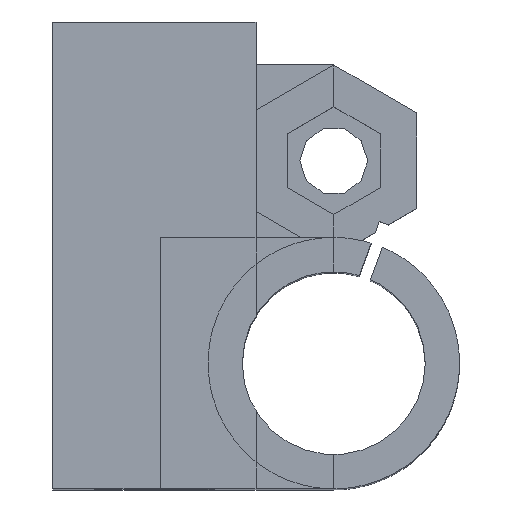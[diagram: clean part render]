
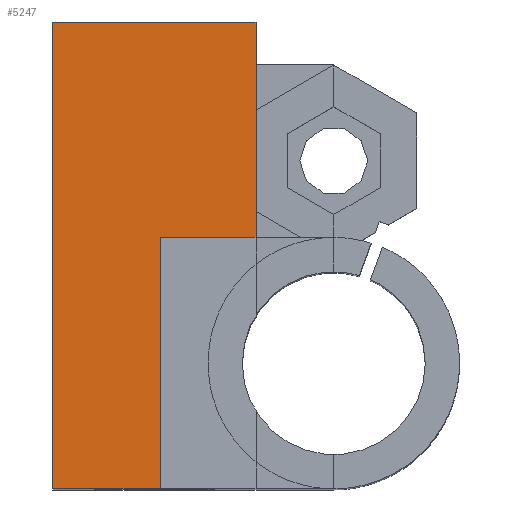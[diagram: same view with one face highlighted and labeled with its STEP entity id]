
A CAD part, top view. The second image highlights one B-rep face of the part: STEP entity #5247.
In plain terms, the highlighted planar face has unit normal (0, 0, 1).
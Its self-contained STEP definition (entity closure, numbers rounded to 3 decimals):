
#1112 = PLANE('',#1113);
#1113 = AXIS2_PLACEMENT_3D('',#1114,#1115,#1116);
#1114 = CARTESIAN_POINT('',(-6.5,28.5,0.));
#1115 = DIRECTION('',(1.,0.,0.));
#1116 = DIRECTION('',(0.,0.,-1.));
#2696 = EDGE_CURVE('',#2697,#2699,#2701,.T.);
#2697 = VERTEX_POINT('',#2698);
#2698 = CARTESIAN_POINT('',(-6.5,28.5,58.));
#2699 = VERTEX_POINT('',#2700);
#2700 = CARTESIAN_POINT('',(-6.5,10.5,58.));
#2701 = SURFACE_CURVE('',#2702,(#2706,#2713),.PCURVE_S1.);
#2702 = LINE('',#2703,#2704);
#2703 = CARTESIAN_POINT('',(-6.5,28.5,58.));
#2704 = VECTOR('',#2705,1.);
#2705 = DIRECTION('',(0.,-1.,0.));
#2706 = PCURVE('',#1112,#2707);
#2707 = DEFINITIONAL_REPRESENTATION('',(#2708),#2712);
#2708 = LINE('',#2709,#2710);
#2709 = CARTESIAN_POINT('',(-58.,0.));
#2710 = VECTOR('',#2711,1.);
#2711 = DIRECTION('',(0.,-1.));
#2712 = ( GEOMETRIC_REPRESENTATION_CONTEXT(2) 
PARAMETRIC_REPRESENTATION_CONTEXT() REPRESENTATION_CONTEXT('2D SPACE',''
  ) );
#2713 = PCURVE('',#2714,#2719);
#2714 = PLANE('',#2715);
#2715 = AXIS2_PLACEMENT_3D('',#2716,#2717,#2718);
#2716 = CARTESIAN_POINT('',(-23.5,28.5,58.));
#2717 = DIRECTION('',(0.,0.,1.));
#2718 = DIRECTION('',(-1.,0.,0.));
#2719 = DEFINITIONAL_REPRESENTATION('',(#2720),#2724);
#2720 = LINE('',#2721,#2722);
#2721 = CARTESIAN_POINT('',(-17.,0.));
#2722 = VECTOR('',#2723,1.);
#2723 = DIRECTION('',(0.,1.));
#2724 = ( GEOMETRIC_REPRESENTATION_CONTEXT(2) 
PARAMETRIC_REPRESENTATION_CONTEXT() REPRESENTATION_CONTEXT('2D SPACE',''
  ) );
#2742 = PLANE('',#2743);
#2743 = AXIS2_PLACEMENT_3D('',#2744,#2745,#2746);
#2744 = CARTESIAN_POINT('',(-23.5,28.5,0.));
#2745 = DIRECTION('',(0.,-1.,0.));
#2746 = DIRECTION('',(0.,0.,-1.));
#4720 = PLANE('',#4721);
#4721 = AXIS2_PLACEMENT_3D('',#4722,#4723,#4724);
#4722 = CARTESIAN_POINT('',(-23.5,28.5,58.));
#4723 = DIRECTION('',(0.,0.,1.));
#4724 = DIRECTION('',(-1.,0.,0.));
#5247 = ADVANCED_FACE('',(#5248),#2714,.T.);
#5248 = FACE_BOUND('',#5249,.F.);
#5249 = EDGE_LOOP('',(#5250,#5280,#5308,#5329,#5330,#5353));
#5250 = ORIENTED_EDGE('',*,*,#5251,.F.);
#5251 = EDGE_CURVE('',#5252,#5254,#5256,.T.);
#5252 = VERTEX_POINT('',#5253);
#5253 = CARTESIAN_POINT('',(-23.5,-10.5,58.));
#5254 = VERTEX_POINT('',#5255);
#5255 = CARTESIAN_POINT('',(-14.5,-10.5,58.));
#5256 = SURFACE_CURVE('',#5257,(#5261,#5268),.PCURVE_S1.);
#5257 = LINE('',#5258,#5259);
#5258 = CARTESIAN_POINT('',(-23.5,-10.5,58.));
#5259 = VECTOR('',#5260,1.);
#5260 = DIRECTION('',(1.,0.,0.));
#5261 = PCURVE('',#2714,#5262);
#5262 = DEFINITIONAL_REPRESENTATION('',(#5263),#5267);
#5263 = LINE('',#5264,#5265);
#5264 = CARTESIAN_POINT('',(0.,39.));
#5265 = VECTOR('',#5266,1.);
#5266 = DIRECTION('',(-1.,0.));
#5267 = ( GEOMETRIC_REPRESENTATION_CONTEXT(2) 
PARAMETRIC_REPRESENTATION_CONTEXT() REPRESENTATION_CONTEXT('2D SPACE',''
  ) );
#5268 = PCURVE('',#5269,#5274);
#5269 = PLANE('',#5270);
#5270 = AXIS2_PLACEMENT_3D('',#5271,#5272,#5273);
#5271 = CARTESIAN_POINT('',(-23.5,-10.5,0.));
#5272 = DIRECTION('',(0.,-1.,0.));
#5273 = DIRECTION('',(0.,0.,-1.));
#5274 = DEFINITIONAL_REPRESENTATION('',(#5275),#5279);
#5275 = LINE('',#5276,#5277);
#5276 = CARTESIAN_POINT('',(-58.,0.));
#5277 = VECTOR('',#5278,1.);
#5278 = DIRECTION('',(0.,1.));
#5279 = ( GEOMETRIC_REPRESENTATION_CONTEXT(2) 
PARAMETRIC_REPRESENTATION_CONTEXT() REPRESENTATION_CONTEXT('2D SPACE',''
  ) );
#5280 = ORIENTED_EDGE('',*,*,#5281,.F.);
#5281 = EDGE_CURVE('',#5282,#5252,#5284,.T.);
#5282 = VERTEX_POINT('',#5283);
#5283 = CARTESIAN_POINT('',(-23.5,28.5,58.));
#5284 = SURFACE_CURVE('',#5285,(#5289,#5296),.PCURVE_S1.);
#5285 = LINE('',#5286,#5287);
#5286 = CARTESIAN_POINT('',(-23.5,28.5,58.));
#5287 = VECTOR('',#5288,1.);
#5288 = DIRECTION('',(0.,-1.,0.));
#5289 = PCURVE('',#2714,#5290);
#5290 = DEFINITIONAL_REPRESENTATION('',(#5291),#5295);
#5291 = LINE('',#5292,#5293);
#5292 = CARTESIAN_POINT('',(0.,0.));
#5293 = VECTOR('',#5294,1.);
#5294 = DIRECTION('',(0.,1.));
#5295 = ( GEOMETRIC_REPRESENTATION_CONTEXT(2) 
PARAMETRIC_REPRESENTATION_CONTEXT() REPRESENTATION_CONTEXT('2D SPACE',''
  ) );
#5296 = PCURVE('',#5297,#5302);
#5297 = PLANE('',#5298);
#5298 = AXIS2_PLACEMENT_3D('',#5299,#5300,#5301);
#5299 = CARTESIAN_POINT('',(-23.5,28.5,0.));
#5300 = DIRECTION('',(1.,0.,0.));
#5301 = DIRECTION('',(0.,0.,-1.));
#5302 = DEFINITIONAL_REPRESENTATION('',(#5303),#5307);
#5303 = LINE('',#5304,#5305);
#5304 = CARTESIAN_POINT('',(-58.,0.));
#5305 = VECTOR('',#5306,1.);
#5306 = DIRECTION('',(0.,-1.));
#5307 = ( GEOMETRIC_REPRESENTATION_CONTEXT(2) 
PARAMETRIC_REPRESENTATION_CONTEXT() REPRESENTATION_CONTEXT('2D SPACE',''
  ) );
#5308 = ORIENTED_EDGE('',*,*,#5309,.T.);
#5309 = EDGE_CURVE('',#5282,#2697,#5310,.T.);
#5310 = SURFACE_CURVE('',#5311,(#5315,#5322),.PCURVE_S1.);
#5311 = LINE('',#5312,#5313);
#5312 = CARTESIAN_POINT('',(-23.5,28.5,58.));
#5313 = VECTOR('',#5314,1.);
#5314 = DIRECTION('',(1.,0.,0.));
#5315 = PCURVE('',#2714,#5316);
#5316 = DEFINITIONAL_REPRESENTATION('',(#5317),#5321);
#5317 = LINE('',#5318,#5319);
#5318 = CARTESIAN_POINT('',(0.,0.));
#5319 = VECTOR('',#5320,1.);
#5320 = DIRECTION('',(-1.,0.));
#5321 = ( GEOMETRIC_REPRESENTATION_CONTEXT(2) 
PARAMETRIC_REPRESENTATION_CONTEXT() REPRESENTATION_CONTEXT('2D SPACE',''
  ) );
#5322 = PCURVE('',#2742,#5323);
#5323 = DEFINITIONAL_REPRESENTATION('',(#5324),#5328);
#5324 = LINE('',#5325,#5326);
#5325 = CARTESIAN_POINT('',(-58.,0.));
#5326 = VECTOR('',#5327,1.);
#5327 = DIRECTION('',(0.,1.));
#5328 = ( GEOMETRIC_REPRESENTATION_CONTEXT(2) 
PARAMETRIC_REPRESENTATION_CONTEXT() REPRESENTATION_CONTEXT('2D SPACE',''
  ) );
#5329 = ORIENTED_EDGE('',*,*,#2696,.T.);
#5330 = ORIENTED_EDGE('',*,*,#5331,.F.);
#5331 = EDGE_CURVE('',#5332,#2699,#5334,.T.);
#5332 = VERTEX_POINT('',#5333);
#5333 = CARTESIAN_POINT('',(-14.5,10.5,58.));
#5334 = SURFACE_CURVE('',#5335,(#5339,#5346),.PCURVE_S1.);
#5335 = LINE('',#5336,#5337);
#5336 = CARTESIAN_POINT('',(-14.5,10.5,58.));
#5337 = VECTOR('',#5338,1.);
#5338 = DIRECTION('',(1.,0.,0.));
#5339 = PCURVE('',#2714,#5340);
#5340 = DEFINITIONAL_REPRESENTATION('',(#5341),#5345);
#5341 = LINE('',#5342,#5343);
#5342 = CARTESIAN_POINT('',(-9.,18.));
#5343 = VECTOR('',#5344,1.);
#5344 = DIRECTION('',(-1.,0.));
#5345 = ( GEOMETRIC_REPRESENTATION_CONTEXT(2) 
PARAMETRIC_REPRESENTATION_CONTEXT() REPRESENTATION_CONTEXT('2D SPACE',''
  ) );
#5346 = PCURVE('',#4720,#5347);
#5347 = DEFINITIONAL_REPRESENTATION('',(#5348),#5352);
#5348 = LINE('',#5349,#5350);
#5349 = CARTESIAN_POINT('',(-9.,18.));
#5350 = VECTOR('',#5351,1.);
#5351 = DIRECTION('',(-1.,0.));
#5352 = ( GEOMETRIC_REPRESENTATION_CONTEXT(2) 
PARAMETRIC_REPRESENTATION_CONTEXT() REPRESENTATION_CONTEXT('2D SPACE',''
  ) );
#5353 = ORIENTED_EDGE('',*,*,#5354,.T.);
#5354 = EDGE_CURVE('',#5332,#5254,#5355,.T.);
#5355 = SURFACE_CURVE('',#5356,(#5360,#5367),.PCURVE_S1.);
#5356 = LINE('',#5357,#5358);
#5357 = CARTESIAN_POINT('',(-14.5,10.5,58.));
#5358 = VECTOR('',#5359,1.);
#5359 = DIRECTION('',(0.,-1.,0.));
#5360 = PCURVE('',#2714,#5361);
#5361 = DEFINITIONAL_REPRESENTATION('',(#5362),#5366);
#5362 = LINE('',#5363,#5364);
#5363 = CARTESIAN_POINT('',(-9.,18.));
#5364 = VECTOR('',#5365,1.);
#5365 = DIRECTION('',(0.,1.));
#5366 = ( GEOMETRIC_REPRESENTATION_CONTEXT(2) 
PARAMETRIC_REPRESENTATION_CONTEXT() REPRESENTATION_CONTEXT('2D SPACE',''
  ) );
#5367 = PCURVE('',#4720,#5368);
#5368 = DEFINITIONAL_REPRESENTATION('',(#5369),#5373);
#5369 = LINE('',#5370,#5371);
#5370 = CARTESIAN_POINT('',(-9.,18.));
#5371 = VECTOR('',#5372,1.);
#5372 = DIRECTION('',(0.,1.));
#5373 = ( GEOMETRIC_REPRESENTATION_CONTEXT(2) 
PARAMETRIC_REPRESENTATION_CONTEXT() REPRESENTATION_CONTEXT('2D SPACE',''
  ) );
